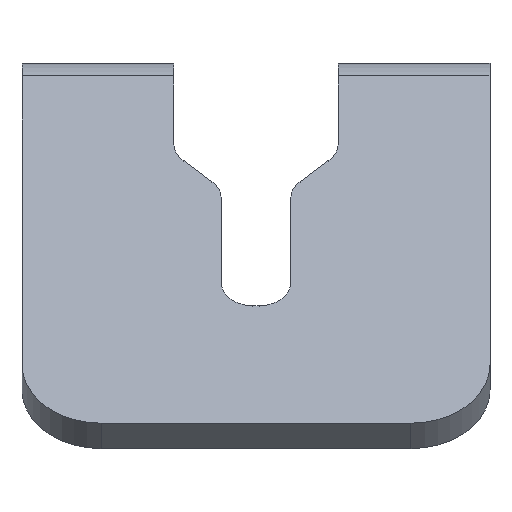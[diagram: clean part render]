
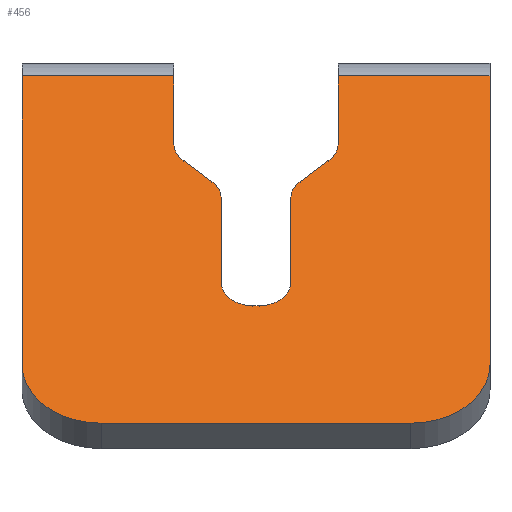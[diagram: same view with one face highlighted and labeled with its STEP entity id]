
A CAD part, top view. The second image highlights one B-rep face of the part: STEP entity #456.
In plain terms, the highlighted planar face has unit normal (0, 0.669, 0.743).
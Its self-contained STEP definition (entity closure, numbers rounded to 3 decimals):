
#301=AXIS2_PLACEMENT_3D('Plane Axis2P3D',#298,#299,#300) ;
#305=AXIS2_PLACEMENT_3D('Circle Axis2P3D',#303,#304,$) ;
#321=AXIS2_PLACEMENT_3D('Circle Axis2P3D',#319,#320,$) ;
#340=AXIS2_PLACEMENT_3D('Circle Axis2P3D',#338,#339,$) ;
#354=AXIS2_PLACEMENT_3D('Circle Axis2P3D',#352,#353,$) ;
#382=AXIS2_PLACEMENT_3D('Circle Axis2P3D',#380,#381,$) ;
#396=AXIS2_PLACEMENT_3D('Circle Axis2P3D',#394,#395,$) ;
#410=AXIS2_PLACEMENT_3D('Circle Axis2P3D',#408,#409,$) ;
#424=AXIS2_PLACEMENT_3D('Circle Axis2P3D',#422,#423,$) ;
#177=CARTESIAN_POINT('Vertex',(4.8,11.802,11.892)) ;
#184=CARTESIAN_POINT('Vertex',(0.,11.802,11.892)) ;
#187=CARTESIAN_POINT('Line Origine',(7.4,11.802,11.892)) ;
#298=CARTESIAN_POINT('Axis2P3D Location',(7.4,19.976,4.531)) ;
#303=CARTESIAN_POINT('Axis2P3D Location',(5.3,7.927,15.381)) ;
#307=CARTESIAN_POINT('Vertex',(6.007,8.452,14.908)) ;
#309=CARTESIAN_POINT('Vertex',(6.3,7.927,15.381)) ;
#312=CARTESIAN_POINT('Line Origine',(5.55,8.792,14.602)) ;
#316=CARTESIAN_POINT('Vertex',(5.093,9.131,14.296)) ;
#319=CARTESIAN_POINT('Axis2P3D Location',(5.8,9.657,13.823)) ;
#323=CARTESIAN_POINT('Vertex',(4.8,9.657,13.823)) ;
#326=CARTESIAN_POINT('Line Origine',(4.8,10.729,12.857)) ;
#331=CARTESIAN_POINT('Line Origine',(0.,7.231,16.007)) ;
#335=CARTESIAN_POINT('Vertex',(0.,2.661,20.122)) ;
#338=CARTESIAN_POINT('Axis2P3D Location',(2.5,2.661,20.122)) ;
#342=CARTESIAN_POINT('Vertex',(2.5,0.803,21.795)) ;
#345=CARTESIAN_POINT('Line Origine',(7.4,0.803,21.795)) ;
#349=CARTESIAN_POINT('Vertex',(12.3,0.803,21.795)) ;
#352=CARTESIAN_POINT('Axis2P3D Location',(12.3,2.661,20.122)) ;
#356=CARTESIAN_POINT('Vertex',(14.8,2.661,20.122)) ;
#359=CARTESIAN_POINT('Line Origine',(14.8,7.231,16.007)) ;
#363=CARTESIAN_POINT('Vertex',(14.8,11.802,11.892)) ;
#366=CARTESIAN_POINT('Line Origine',(12.4,11.802,11.892)) ;
#370=CARTESIAN_POINT('Vertex',(10.,11.802,11.892)) ;
#373=CARTESIAN_POINT('Line Origine',(10.,10.729,12.857)) ;
#377=CARTESIAN_POINT('Vertex',(10.,9.657,13.823)) ;
#380=CARTESIAN_POINT('Axis2P3D Location',(9.,9.657,13.823)) ;
#384=CARTESIAN_POINT('Vertex',(9.707,9.131,14.296)) ;
#387=CARTESIAN_POINT('Line Origine',(9.25,8.792,14.602)) ;
#391=CARTESIAN_POINT('Vertex',(8.793,8.452,14.908)) ;
#394=CARTESIAN_POINT('Axis2P3D Location',(9.5,7.927,15.381)) ;
#398=CARTESIAN_POINT('Vertex',(8.5,7.927,15.381)) ;
#401=CARTESIAN_POINT('Line Origine',(8.5,6.594,16.58)) ;
#405=CARTESIAN_POINT('Vertex',(8.5,5.262,17.78)) ;
#408=CARTESIAN_POINT('Axis2P3D Location',(7.5,5.262,17.78)) ;
#412=CARTESIAN_POINT('Vertex',(7.5,4.519,18.449)) ;
#415=CARTESIAN_POINT('Line Origine',(7.4,4.519,18.449)) ;
#419=CARTESIAN_POINT('Vertex',(7.3,4.519,18.449)) ;
#422=CARTESIAN_POINT('Axis2P3D Location',(7.3,5.262,17.78)) ;
#426=CARTESIAN_POINT('Vertex',(6.3,5.262,17.78)) ;
#429=CARTESIAN_POINT('Line Origine',(6.3,6.594,16.58)) ;
#188=DIRECTION('Vector Direction',(1.,0.,0.)) ;
#299=DIRECTION('Axis2P3D Direction',(0.,-0.669,-0.743)) ;
#300=DIRECTION('Axis2P3D XDirection',(1.,0.,0.)) ;
#304=DIRECTION('Axis2P3D Direction',(0.,-0.669,-0.743)) ;
#313=DIRECTION('Vector Direction',(0.707,-0.525,0.473)) ;
#320=DIRECTION('Axis2P3D Direction',(0.,-0.669,-0.743)) ;
#327=DIRECTION('Vector Direction',(0.,0.743,-0.669)) ;
#332=DIRECTION('Vector Direction',(0.,-0.743,0.669)) ;
#339=DIRECTION('Axis2P3D Direction',(0.,-0.669,-0.743)) ;
#346=DIRECTION('Vector Direction',(1.,0.,0.)) ;
#353=DIRECTION('Axis2P3D Direction',(0.,-0.669,-0.743)) ;
#360=DIRECTION('Vector Direction',(0.,0.743,-0.669)) ;
#367=DIRECTION('Vector Direction',(1.,0.,0.)) ;
#374=DIRECTION('Vector Direction',(0.,-0.743,0.669)) ;
#381=DIRECTION('Axis2P3D Direction',(0.,-0.669,-0.743)) ;
#388=DIRECTION('Vector Direction',(0.707,0.525,-0.473)) ;
#395=DIRECTION('Axis2P3D Direction',(0.,-0.669,-0.743)) ;
#402=DIRECTION('Vector Direction',(0.,-0.743,0.669)) ;
#409=DIRECTION('Axis2P3D Direction',(0.,-0.669,-0.743)) ;
#416=DIRECTION('Vector Direction',(1.,0.,0.)) ;
#423=DIRECTION('Axis2P3D Direction',(0.,-0.669,-0.743)) ;
#430=DIRECTION('Vector Direction',(0.,-0.743,0.669)) ;
#189=VECTOR('Line Direction',#188,1.) ;
#314=VECTOR('Line Direction',#313,1.) ;
#328=VECTOR('Line Direction',#327,1.) ;
#333=VECTOR('Line Direction',#332,1.) ;
#347=VECTOR('Line Direction',#346,1.) ;
#361=VECTOR('Line Direction',#360,1.) ;
#368=VECTOR('Line Direction',#367,1.) ;
#375=VECTOR('Line Direction',#374,1.) ;
#389=VECTOR('Line Direction',#388,1.) ;
#403=VECTOR('Line Direction',#402,1.) ;
#417=VECTOR('Line Direction',#416,1.) ;
#431=VECTOR('Line Direction',#430,1.) ;
#435=ORIENTED_EDGE('',*,*,#311,.F.) ;
#436=ORIENTED_EDGE('',*,*,#318,.F.) ;
#437=ORIENTED_EDGE('',*,*,#325,.F.) ;
#438=ORIENTED_EDGE('',*,*,#330,.T.) ;
#439=ORIENTED_EDGE('',*,*,#191,.F.) ;
#440=ORIENTED_EDGE('',*,*,#337,.T.) ;
#441=ORIENTED_EDGE('',*,*,#344,.F.) ;
#442=ORIENTED_EDGE('',*,*,#351,.F.) ;
#443=ORIENTED_EDGE('',*,*,#358,.F.) ;
#444=ORIENTED_EDGE('',*,*,#365,.T.) ;
#445=ORIENTED_EDGE('',*,*,#372,.F.) ;
#446=ORIENTED_EDGE('',*,*,#379,.T.) ;
#447=ORIENTED_EDGE('',*,*,#386,.F.) ;
#448=ORIENTED_EDGE('',*,*,#393,.F.) ;
#449=ORIENTED_EDGE('',*,*,#400,.F.) ;
#450=ORIENTED_EDGE('',*,*,#407,.F.) ;
#451=ORIENTED_EDGE('',*,*,#414,.F.) ;
#452=ORIENTED_EDGE('',*,*,#421,.F.) ;
#453=ORIENTED_EDGE('',*,*,#428,.F.) ;
#454=ORIENTED_EDGE('',*,*,#433,.F.) ;
#456=ADVANCED_FACE('Koerper.2',(#455),#302,.F.) ;
#306=CIRCLE('generated circle',#305,1.) ;
#322=CIRCLE('generated circle',#321,1.) ;
#341=CIRCLE('generated circle',#340,2.5) ;
#355=CIRCLE('generated circle',#354,2.5) ;
#383=CIRCLE('generated circle',#382,1.) ;
#397=CIRCLE('generated circle',#396,1.) ;
#411=CIRCLE('generated circle',#410,1.) ;
#425=CIRCLE('generated circle',#424,1.) ;
#191=EDGE_CURVE('',#185,#178,#190,.T.) ;
#311=EDGE_CURVE('',#308,#310,#306,.T.) ;
#318=EDGE_CURVE('',#317,#308,#315,.T.) ;
#325=EDGE_CURVE('',#324,#317,#322,.F.) ;
#330=EDGE_CURVE('',#324,#178,#329,.T.) ;
#337=EDGE_CURVE('',#185,#336,#334,.T.) ;
#344=EDGE_CURVE('',#343,#336,#341,.T.) ;
#351=EDGE_CURVE('',#350,#343,#348,.F.) ;
#358=EDGE_CURVE('',#357,#350,#355,.T.) ;
#365=EDGE_CURVE('',#357,#364,#362,.T.) ;
#372=EDGE_CURVE('',#371,#364,#369,.T.) ;
#379=EDGE_CURVE('',#371,#378,#376,.T.) ;
#386=EDGE_CURVE('',#385,#378,#383,.F.) ;
#393=EDGE_CURVE('',#392,#385,#390,.T.) ;
#400=EDGE_CURVE('',#399,#392,#397,.T.) ;
#407=EDGE_CURVE('',#406,#399,#404,.F.) ;
#414=EDGE_CURVE('',#413,#406,#411,.F.) ;
#421=EDGE_CURVE('',#420,#413,#418,.T.) ;
#428=EDGE_CURVE('',#427,#420,#425,.F.) ;
#433=EDGE_CURVE('',#310,#427,#432,.T.) ;
#434=EDGE_LOOP('',(#435,#436,#437,#438,#439,#440,#441,#442,#443,#444,#445,#446,#447,#448,#449,#450,#451,#452,#453,#454)) ;
#455=FACE_OUTER_BOUND('',#434,.T.) ;
#190=LINE('Line',#187,#189) ;
#315=LINE('Line',#312,#314) ;
#329=LINE('Line',#326,#328) ;
#334=LINE('Line',#331,#333) ;
#348=LINE('Line',#345,#347) ;
#362=LINE('Line',#359,#361) ;
#369=LINE('Line',#366,#368) ;
#376=LINE('Line',#373,#375) ;
#390=LINE('Line',#387,#389) ;
#404=LINE('Line',#401,#403) ;
#418=LINE('Line',#415,#417) ;
#432=LINE('Line',#429,#431) ;
#302=PLANE('',#301) ;
#178=VERTEX_POINT('',#177) ;
#185=VERTEX_POINT('',#184) ;
#308=VERTEX_POINT('',#307) ;
#310=VERTEX_POINT('',#309) ;
#317=VERTEX_POINT('',#316) ;
#324=VERTEX_POINT('',#323) ;
#336=VERTEX_POINT('',#335) ;
#343=VERTEX_POINT('',#342) ;
#350=VERTEX_POINT('',#349) ;
#357=VERTEX_POINT('',#356) ;
#364=VERTEX_POINT('',#363) ;
#371=VERTEX_POINT('',#370) ;
#378=VERTEX_POINT('',#377) ;
#385=VERTEX_POINT('',#384) ;
#392=VERTEX_POINT('',#391) ;
#399=VERTEX_POINT('',#398) ;
#406=VERTEX_POINT('',#405) ;
#413=VERTEX_POINT('',#412) ;
#420=VERTEX_POINT('',#419) ;
#427=VERTEX_POINT('',#426) ;
